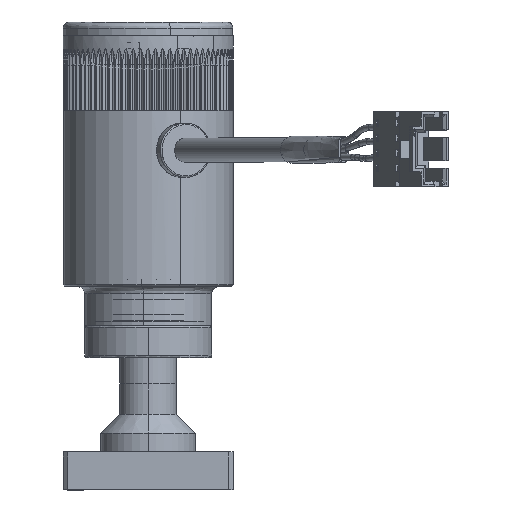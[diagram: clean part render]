
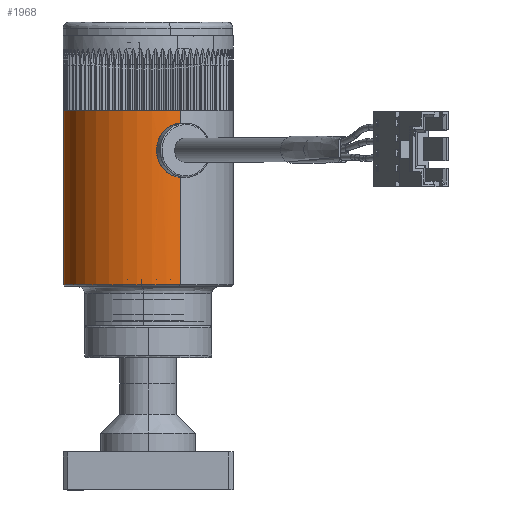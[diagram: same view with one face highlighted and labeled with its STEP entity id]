
A CAD part, top view. The second image highlights one B-rep face of the part: STEP entity #1968.
In plain terms, the highlighted cylindrical face has radius 14.287 mm (diameter 28.575 mm), a partial arc.
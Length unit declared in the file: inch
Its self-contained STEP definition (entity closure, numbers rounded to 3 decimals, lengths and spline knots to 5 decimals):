
#222 = CARTESIAN_POINT ( 'NONE',  ( 0.08654, 1.4996, 0.55581 ) ) ;
#463 = CARTESIAN_POINT ( 'NONE',  ( 0.13371, 1.65618, 0.54643 ) ) ;
#1399 = CARTESIAN_POINT ( 'NONE',  ( 0.12684, 1.43956, 0.54805 ) ) ;
#1968 = ADVANCED_FACE ( 'NONE', ( #22808 ), #51081, .T. ) ;
#4014 = EDGE_CURVE ( 'NONE', #8918, #45742, #26971, .T. ) ;
#4430 = VERTEX_POINT ( 'NONE', #49536 ) ;
#5883 = CARTESIAN_POINT ( 'NONE',  ( 0.08008, 1.52655, 0.55677 ) ) ;
#5906 = CARTESIAN_POINT ( 'NONE',  ( 0.21526, 1.405, 0.51968 ) ) ;
#6117 = CARTESIAN_POINT ( 'NONE',  ( 0.15648, 1.67074, 0.54036 ) ) ;
#8918 = VERTEX_POINT ( 'NONE', #5906 ) ;
#10117 = AXIS2_PLACEMENT_3D ( 'NONE', #60382, #26639, #66023 ) ;
#10441 = AXIS2_PLACEMENT_3D ( 'NONE', #23827, #63217, #29510 ) ;
#10894 = EDGE_CURVE ( 'NONE', #8918, #4430, #48080, .T. ) ;
#11576 = CARTESIAN_POINT ( 'NONE',  ( 0.07914, 1.55429, 0.5569 ) ) ;
#11810 = CARTESIAN_POINT ( 'NONE',  ( 0.18105, 1.68046, 0.53264 ) ) ;
#12536 = CARTESIAN_POINT ( 'NONE',  ( 0.20668, 1.405, 0.52323 ) ) ;
#12888 = CARTESIAN_POINT ( 'NONE',  ( -0.21526, 1.809, -0.51968 ) ) ;
#14743 = CARTESIAN_POINT ( 'NONE',  ( 0.11408, 1.45241, 0.55085 ) ) ;
#16664 = ORIENTED_EDGE ( 'NONE', *, *, #10894, .T. ) ;
#17214 = CARTESIAN_POINT ( 'NONE',  ( 0.08373, 1.58134, 0.55624 ) ) ;
#17478 = CARTESIAN_POINT ( 'NONE',  ( 0.20668, 1.685, 0.52323 ) ) ;
#18549 = CARTESIAN_POINT ( 'NONE',  ( 0.21526, 0.655, 0.51968 ) ) ;
#22808 = FACE_OUTER_BOUND ( 'NONE', #68863, .T. ) ;
#22869 = CARTESIAN_POINT ( 'NONE',  ( 0.09362, 1.60717, 0.55467 ) ) ;
#23075 = CARTESIAN_POINT ( 'NONE',  ( 0.21526, 1.809, 0.51968 ) ) ;
#23821 = CARTESIAN_POINT ( 'NONE',  ( 0.18127, 1.40949, 0.53257 ) ) ;
#23827 = CARTESIAN_POINT ( 'NONE',  ( 0., 0.655, 0. ) ) ;
#24938 = ORIENTED_EDGE ( 'NONE', *, *, #39344, .F. ) ;
#26127 = VECTOR ( 'NONE', #72734, 39.37008 ) ;
#26275 = CARTESIAN_POINT ( 'NONE',  ( 0.21526, 1.809, 0.51968 ) ) ;
#26467 = ORIENTED_EDGE ( 'NONE', *, *, #63812, .T. ) ;
#26639 = DIRECTION ( 'NONE',  ( 0., -1., 0. ) ) ;
#26971 = LINE ( 'NONE', #26275, #38442 ) ;
#27489 = DIRECTION ( 'NONE',  ( 0., -1., 0. ) ) ;
#28087 = CARTESIAN_POINT ( 'NONE',  ( -0.21526, 1.809, -0.51968 ) ) ;
#28303 = CARTESIAN_POINT ( 'NONE',  ( 0.1083, 1.45943, 0.552 ) ) ;
#28538 = CARTESIAN_POINT ( 'NONE',  ( 0.10816, 1.63038, 0.55203 ) ) ;
#29503 = CARTESIAN_POINT ( 'NONE',  ( 0.15652, 1.41923, 0.54035 ) ) ;
#29510 = DIRECTION ( 'NONE',  ( 0.383, 0., 0.924 ) ) ;
#29814 = CARTESIAN_POINT ( 'NONE',  ( -0.21526, 0.655, -0.51968 ) ) ;
#29825 = CIRCLE ( 'NONE', #10117, 0.5625 ) ;
#33955 = CARTESIAN_POINT ( 'NONE',  ( 0.09364, 1.48278, 0.55466 ) ) ;
#34214 = CARTESIAN_POINT ( 'NONE',  ( 0.12679, 1.65039, 0.54806 ) ) ;
#35165 = CARTESIAN_POINT ( 'NONE',  ( 0.1339, 1.43368, 0.54638 ) ) ;
#36237 = DIRECTION ( 'NONE',  ( 0., -1., 0. ) ) ;
#38273 = ORIENTED_EDGE ( 'NONE', *, *, #4014, .F. ) ;
#38442 = VECTOR ( 'NONE', #27489, 39.37008 ) ;
#39344 = EDGE_CURVE ( 'NONE', #54843, #4430, #41126, .T. ) ;
#39631 = CARTESIAN_POINT ( 'NONE',  ( 0.08378, 1.50844, 0.55623 ) ) ;
#39707 = CARTESIAN_POINT ( 'NONE',  ( 0., 1.809, 0. ) ) ;
#39887 = CARTESIAN_POINT ( 'NONE',  ( 0.14864, 1.66641, 0.54256 ) ) ;
#39953 = DIRECTION ( 'NONE',  ( 0.383, 0., 0.924 ) ) ;
#41126 = LINE ( 'NONE', #55824, #26127 ) ;
#41143 = VERTEX_POINT ( 'NONE', #29814 ) ;
#44975 = AXIS2_PLACEMENT_3D ( 'NONE', #39707, #36237, #39953 ) ;
#45279 = CARTESIAN_POINT ( 'NONE',  ( 0.07914, 1.53572, 0.5569 ) ) ;
#45532 = CARTESIAN_POINT ( 'NONE',  ( 0.17263, 1.67775, 0.53542 ) ) ;
#45742 = VERTEX_POINT ( 'NONE', #18549 ) ;
#48080 = B_SPLINE_CURVE_WITH_KNOTS ( 'NONE', 3,
 ( #51970, #12536, #57609, #23821, #63210, #29503, #68862, #35165, #1399, #14743, #28303, #67650, #33955, #222, #39631, #5883, #45279, #11576, #51022, #17214, #56642, #22869, #62260, #28538, #67900, #34214, #463, #39887, #6117, #45532, #11810, #51266, #17478, #56908 ),
 .UNSPECIFIED., .F., .F.,
 ( 4, 2, 2, 2, 2, 2, 2, 2, 2, 2, 2, 2, 2, 2, 2, 2, 4 ),
 ( 0., 0.0007, 0.00139, 0.00209, 0.00279, 0.00349, 0.00418, 0.00488, 0.00558, 0.00627, 0.00697, 0.00767, 0.00837, 0.00906, 0.00976, 0.01046, 0.01115 ),
 .UNSPECIFIED. ) ;
#49536 = CARTESIAN_POINT ( 'NONE',  ( 0.21526, 1.685, 0.51968 ) ) ;
#50610 = VECTOR ( 'NONE', #52335, 39.37008 ) ;
#51022 = CARTESIAN_POINT ( 'NONE',  ( 0.08008, 1.56341, 0.55677 ) ) ;
#51081 = CYLINDRICAL_SURFACE ( 'NONE', #44975, 0.5625 ) ;
#51266 = CARTESIAN_POINT ( 'NONE',  ( 0.19812, 1.68409, 0.52653 ) ) ;
#51970 = CARTESIAN_POINT ( 'NONE',  ( 0.21526, 1.405, 0.51968 ) ) ;
#52335 = DIRECTION ( 'NONE',  ( 0., -1., 0. ) ) ;
#53324 = VERTEX_POINT ( 'NONE', #28087 ) ;
#54843 = VERTEX_POINT ( 'NONE', #23075 ) ;
#55824 = CARTESIAN_POINT ( 'NONE',  ( 0.21526, 1.809, 0.51968 ) ) ;
#56642 = CARTESIAN_POINT ( 'NONE',  ( 0.08648, 1.59024, 0.55582 ) ) ;
#56908 = CARTESIAN_POINT ( 'NONE',  ( 0.21526, 1.685, 0.51968 ) ) ;
#57609 = CARTESIAN_POINT ( 'NONE',  ( 0.19817, 1.40591, 0.52651 ) ) ;
#60382 = CARTESIAN_POINT ( 'NONE',  ( 0., 1.809, 0. ) ) ;
#62174 = EDGE_CURVE ( 'NONE', #53324, #41143, #63746, .T. ) ;
#62260 = CARTESIAN_POINT ( 'NONE',  ( 0.09796, 1.61519, 0.55393 ) ) ;
#62309 = ORIENTED_EDGE ( 'NONE', *, *, #67982, .T. ) ;
#62693 = CIRCLE ( 'NONE', #10441, 0.5625 ) ;
#63210 = CARTESIAN_POINT ( 'NONE',  ( 0.17279, 1.4122, 0.53537 ) ) ;
#63217 = DIRECTION ( 'NONE',  ( 0., 1., 0. ) ) ;
#63746 = LINE ( 'NONE', #12888, #50610 ) ;
#63812 = EDGE_CURVE ( 'NONE', #41143, #45742, #62693, .T. ) ;
#64295 = ORIENTED_EDGE ( 'NONE', *, *, #62174, .T. ) ;
#66023 = DIRECTION ( 'NONE',  ( 0.383, 0., 0.924 ) ) ;
#67650 = CARTESIAN_POINT ( 'NONE',  ( 0.09802, 1.4747, 0.55392 ) ) ;
#67900 = CARTESIAN_POINT ( 'NONE',  ( 0.11404, 1.63754, 0.55086 ) ) ;
#67982 = EDGE_CURVE ( 'NONE', #54843, #53324, #29825, .T. ) ;
#68862 = CARTESIAN_POINT ( 'NONE',  ( 0.14874, 1.42353, 0.54253 ) ) ;
#68863 = EDGE_LOOP ( 'NONE', ( #62309, #64295, #26467, #38273, #16664, #24938 ) ) ;
#72734 = DIRECTION ( 'NONE',  ( 0., -1., 0. ) ) ;
